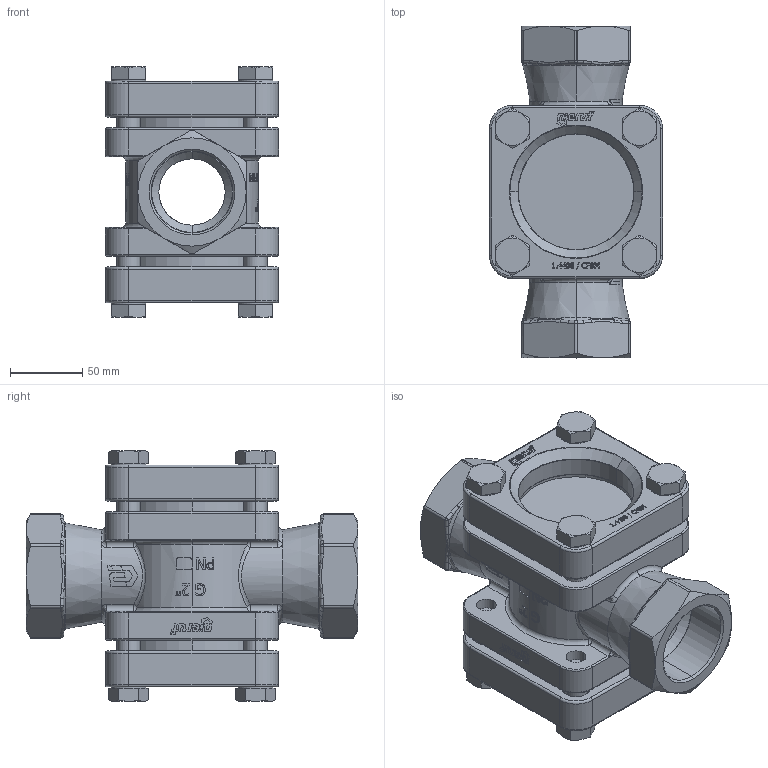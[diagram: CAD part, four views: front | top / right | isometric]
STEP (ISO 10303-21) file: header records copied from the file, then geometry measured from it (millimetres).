
FILE_DESCRIPTION (( 'STEP AP214' ), '1' );
FILE_NAME ('GS03_08_Durchfluss-Schauglas_Dummy.STEP', '2020-03-31T12:28:18', ( '' ), ( '' ), 'SwSTEP 2.0', 'SolidWorks 2020', '' );
FILE_SCHEMA (( 'AUTOMOTIVE_DESIGN' ));
Length unit declared in the file: millimetre
Products named in the file (1): GS03_08_Durchfluss-Schauglas_Dummy
Bounding box: 120 x 230 x 173.8 mm (x, y, z)
Volume: 1368126.5 mm3; surface area: 315415.8 mm2
Topology: 17 solids, 17 shells, 1862 faces, 4690 edges, 2969 vertices
Faces by surface type: plane 867, cylinder 402, bspline 325, cone 124, torus 124, sphere 20
Entity records: 94735 total; most frequent: CARTESIAN_POINT 31256, ORIENTED_EDGE 9356, DIRECTION 8077, EDGE_CURVE 4678, VERTEX_POINT 2969, AXIS2_PLACEMENT_3D 2800, VECTOR 2477, LINE 2477
